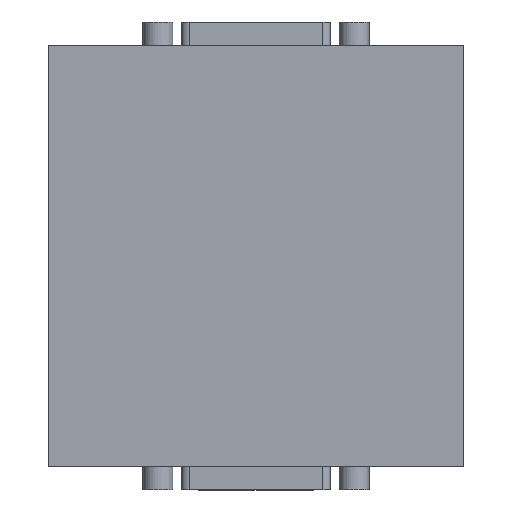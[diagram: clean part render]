
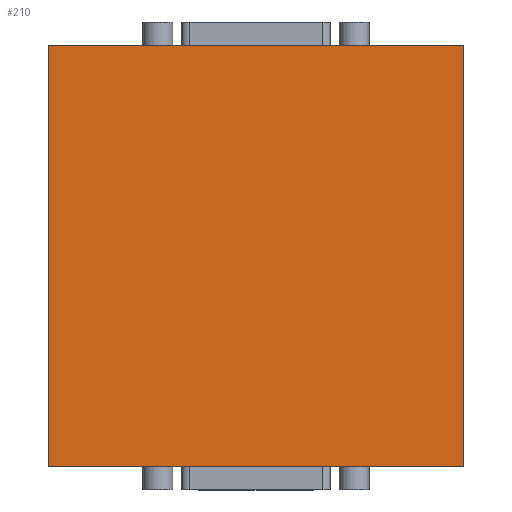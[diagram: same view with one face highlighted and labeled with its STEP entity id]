
A CAD part, top view. The second image highlights one B-rep face of the part: STEP entity #210.
In plain terms, the highlighted planar face has unit normal (0, 0, 1).
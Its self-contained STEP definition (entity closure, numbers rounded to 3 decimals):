
#210=ADVANCED_FACE('',(#514),#515,.T.);
#514=FACE_OUTER_BOUND('',#829,.T.);
#515=PLANE('',#830);
#829=EDGE_LOOP('',(#1812,#1813,#1814,#1815));
#830=AXIS2_PLACEMENT_3D('',#1816,#1817,#1818);
#1812=ORIENTED_EDGE('',*,*,#2176,.T.);
#1813=ORIENTED_EDGE('',*,*,#2177,.T.);
#1814=ORIENTED_EDGE('',*,*,#2178,.T.);
#1815=ORIENTED_EDGE('',*,*,#2179,.T.);
#1816=CARTESIAN_POINT('',(0.0,31.0,8.0));
#1817=DIRECTION('',(0.0,0.0,1.0));
#1818=DIRECTION('',(1.0,0.0,0.0));
#2176=EDGE_CURVE('',#2674,#2675,#2676,.T.);
#2177=EDGE_CURVE('',#2675,#2677,#2678,.T.);
#2178=EDGE_CURVE('',#2677,#2679,#2680,.T.);
#2179=EDGE_CURVE('',#2679,#2674,#2681,.T.);
#2674=VERTEX_POINT('',#3310);
#2675=VERTEX_POINT('',#3311);
#2676=LINE('',#3312,#3313);
#2677=VERTEX_POINT('',#3314);
#2678=LINE('',#3315,#3316);
#2679=VERTEX_POINT('',#3317);
#2680=LINE('',#3318,#3319);
#2681=LINE('',#3320,#3321);
#3310=CARTESIAN_POINT('',(27.5,3.1,8.0));
#3311=CARTESIAN_POINT('',(27.5,58.9,8.0));
#3312=CARTESIAN_POINT('',(27.5,31.0,8.0));
#3313=VECTOR('',#3964,1.0);
#3314=CARTESIAN_POINT('',(-27.5,58.9,8.0));
#3315=CARTESIAN_POINT('',(0.0,58.9,8.0));
#3316=VECTOR('',#3965,1.0);
#3317=CARTESIAN_POINT('',(-27.5,3.1,8.0));
#3318=CARTESIAN_POINT('',(-27.5,31.0,8.0));
#3319=VECTOR('',#3966,1.0);
#3320=CARTESIAN_POINT('',(0.0,3.1,8.0));
#3321=VECTOR('',#3967,1.0);
#3964=DIRECTION('',(0.0,1.0,0.0));
#3965=DIRECTION('',(-1.0,0.0,0.0));
#3966=DIRECTION('',(0.0,-1.0,0.0));
#3967=DIRECTION('',(1.0,0.0,0.0));
